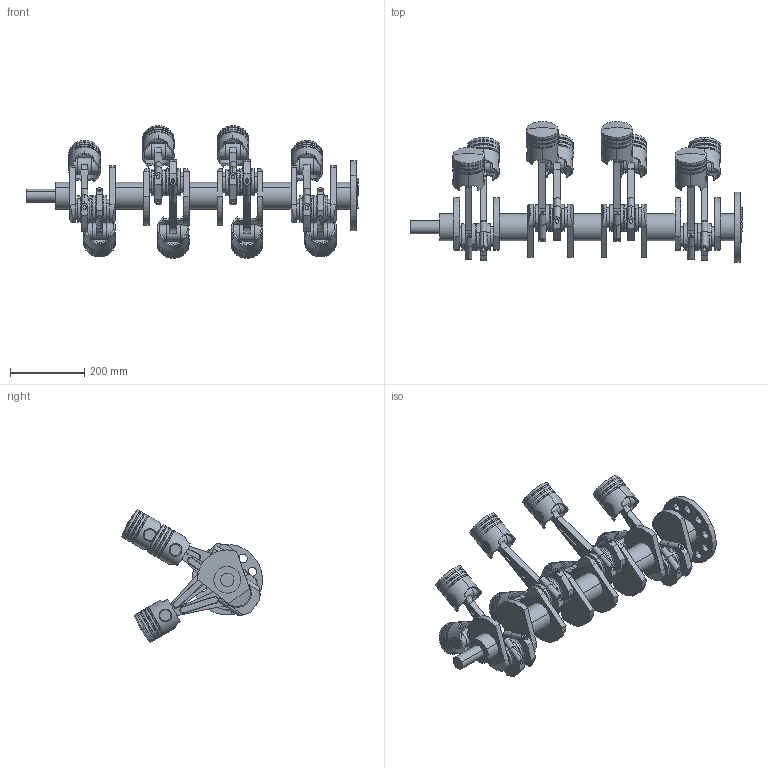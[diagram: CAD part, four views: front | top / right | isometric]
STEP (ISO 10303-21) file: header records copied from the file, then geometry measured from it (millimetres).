
FILE_DESCRIPTION (( 'STEP AP203' ), '1' );
FILE_NAME ('V6.STEP', '2025-05-14T06:30:46', ( '' ), ( '' ), 'SwSTEP 2.0', 'SolidWorks 2023', '' );
FILE_SCHEMA (( 'CONFIG_CONTROL_DESIGN' ));
Length unit declared in the file: millimetre
Products named in the file (7): 04 pin; 05 Rod Cap; 01 piston; 06 rod; V6; 02 Crankshaft 02; 03 Ring
Assembly tree (57 placements, depth 2):
  V6
    02 Crankshaft 02
    01 piston  x8
    03 Ring  x24
    04 pin  x8
    05 Rod Cap  x8
    06 rod  x8
Bounding box: 892 x 378.41 x 357.15 mm (x, y, z)
Volume: 7766568.2 mm3; surface area: 1579070.5 mm2
Topology: 57 solids, 57 shells, 1683 faces, 3980 edges, 2544 vertices
Faces by surface type: cylinder 698, plane 630, torus 240, bspline 67, cone 32, sphere 16
Entity records: 18722 total; most frequent: CARTESIAN_POINT 5380, ORIENTED_EDGE 2304, DIRECTION 2272, EDGE_CURVE 1152, VECTOR 770, LINE 770, VERTEX_POINT 755, AXIS2_PLACEMENT_3D 751
